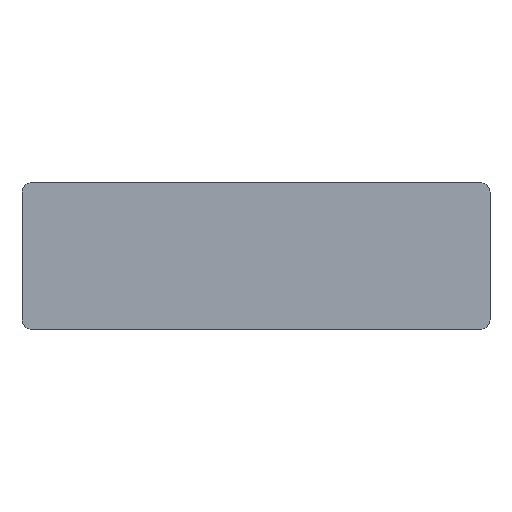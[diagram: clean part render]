
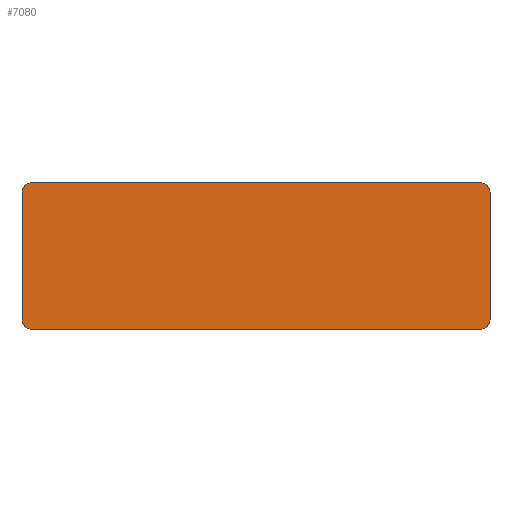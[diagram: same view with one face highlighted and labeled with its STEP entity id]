
A CAD part, front view. The second image highlights one B-rep face of the part: STEP entity #7080.
In plain terms, the highlighted planar face has unit normal (0, -1, 0).
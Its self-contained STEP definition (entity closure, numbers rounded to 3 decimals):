
#2=CARTESIAN_POINT('',(33.5,-22.,-9.5));
#3=DIRECTION('',(0.,1.,0.));
#4=DIRECTION('',(1.,0.,0.));
#5=AXIS2_PLACEMENT_3D('',#2,#3,#4);
#7=DIRECTION('',(1.,0.,0.));
#8=VECTOR('',#7,67.);
#9=CARTESIAN_POINT('',(-33.5,-22.,-11.));
#10=LINE('',#9,#8);
#11=CARTESIAN_POINT('',(-33.5,-22.,-9.5));
#12=DIRECTION('',(0.,-1.,0.));
#13=DIRECTION('',(-1.,0.,0.));
#14=AXIS2_PLACEMENT_3D('',#11,#12,#13);
#16=CARTESIAN_POINT('',(-33.5,-22.,9.5));
#17=DIRECTION('',(0.,1.,0.));
#18=DIRECTION('',(-1.,0.,0.));
#19=AXIS2_PLACEMENT_3D('',#16,#17,#18);
#21=DIRECTION('',(1.,0.,0.));
#22=VECTOR('',#21,67.);
#23=CARTESIAN_POINT('',(-33.5,-22.,11.));
#24=LINE('',#23,#22);
#25=CARTESIAN_POINT('',(33.5,-22.,9.5));
#26=DIRECTION('',(0.,-1.,0.));
#27=DIRECTION('',(1.,0.,0.));
#28=AXIS2_PLACEMENT_3D('',#25,#26,#27);
#42=DIRECTION('',(0.,0.,1.));
#43=VECTOR('',#42,19.);
#44=CARTESIAN_POINT('',(35.,-22.,-9.5));
#45=LINE('',#44,#43);
#1650=DIRECTION('',(0.,0.,-1.));
#1651=VECTOR('',#1650,19.);
#1652=CARTESIAN_POINT('',(-35.,-22.,9.5));
#1653=LINE('',#1652,#1651);
#6777=CARTESIAN_POINT('',(35.,-22.,9.5));
#6778=CARTESIAN_POINT('',(33.5,-22.,11.));
#6779=VERTEX_POINT('',#6777);
#6780=VERTEX_POINT('',#6778);
#6859=CARTESIAN_POINT('',(-35.,-22.,9.5));
#6860=CARTESIAN_POINT('',(-33.5,-22.,11.));
#6861=VERTEX_POINT('',#6859);
#6862=VERTEX_POINT('',#6860);
#6943=CARTESIAN_POINT('',(35.,-22.,-9.5));
#6944=CARTESIAN_POINT('',(33.5,-22.,-11.));
#6945=VERTEX_POINT('',#6943);
#6946=VERTEX_POINT('',#6944);
#7025=CARTESIAN_POINT('',(-35.,-22.,-9.5));
#7026=CARTESIAN_POINT('',(-33.5,-22.,-11.));
#7027=VERTEX_POINT('',#7025);
#7028=VERTEX_POINT('',#7026);
#7057=CARTESIAN_POINT('',(0.,-22.,0.));
#7058=DIRECTION('',(0.,-1.,0.));
#7059=DIRECTION('',(1.,0.,0.));
#7060=AXIS2_PLACEMENT_3D('',#7057,#7058,#7059);
#7061=PLANE('',#7060);
#7063=ORIENTED_EDGE('',*,*,#7062,.F.);
#7065=ORIENTED_EDGE('',*,*,#7064,.T.);
#7067=ORIENTED_EDGE('',*,*,#7066,.F.);
#7069=ORIENTED_EDGE('',*,*,#7068,.F.);
#7071=ORIENTED_EDGE('',*,*,#7070,.F.);
#7073=ORIENTED_EDGE('',*,*,#7072,.T.);
#7075=ORIENTED_EDGE('',*,*,#7074,.T.);
#7077=ORIENTED_EDGE('',*,*,#7076,.F.);
#7078=EDGE_LOOP('',(#7063,#7065,#7067,#7069,#7071,#7073,#7075,#7077));
#7079=FACE_OUTER_BOUND('',#7078,.F.);
#7080=ADVANCED_FACE('',(#7079),#7061,.T.);
#6=CIRCLE('',#5,1.5);
#15=CIRCLE('',#14,1.5);
#20=CIRCLE('',#19,1.5);
#29=CIRCLE('',#28,1.5);
#7062=EDGE_CURVE('',#6945,#6779,#45,.T.);
#7064=EDGE_CURVE('',#6945,#6946,#6,.T.);
#7066=EDGE_CURVE('',#7028,#6946,#10,.T.);
#7068=EDGE_CURVE('',#7027,#7028,#15,.T.);
#7070=EDGE_CURVE('',#6861,#7027,#1653,.T.);
#7072=EDGE_CURVE('',#6861,#6862,#20,.T.);
#7074=EDGE_CURVE('',#6862,#6780,#24,.T.);
#7076=EDGE_CURVE('',#6779,#6780,#29,.T.);
